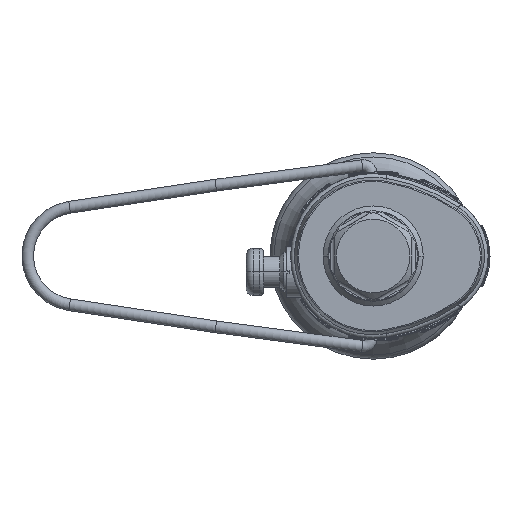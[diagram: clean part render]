
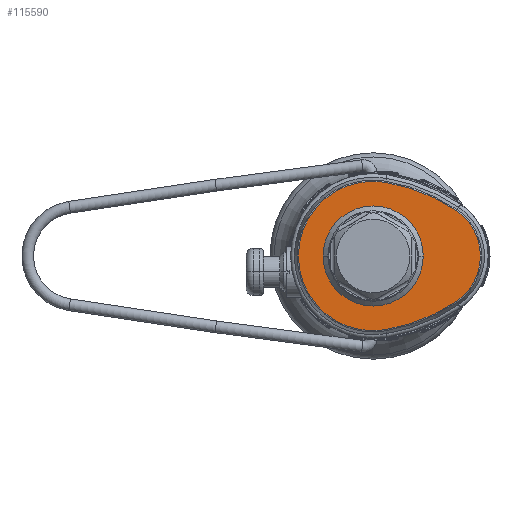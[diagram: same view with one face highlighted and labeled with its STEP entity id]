
A CAD part, left-side view. The second image highlights one B-rep face of the part: STEP entity #115590.
In plain terms, the highlighted planar face has unit normal (-1, 0, 0).
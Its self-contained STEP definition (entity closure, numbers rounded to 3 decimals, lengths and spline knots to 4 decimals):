
#18881=CARTESIAN_POINT('',(-2.176,0.1405,0.8282));
#18882=DIRECTION('',(-1.,0.,0.));
#18883=DIRECTION('',(0.,-0.167,-0.986));
#18884=AXIS2_PLACEMENT_3D('',#18881,#18882,#18883);
#18896=CARTESIAN_POINT('',(-2.176,0.,0.));
#18897=DIRECTION('',(-1.,0.,0.));
#18898=DIRECTION('',(0.,-0.167,0.986));
#18899=AXIS2_PLACEMENT_3D('',#18896,#18897,#18898);
#18915=CARTESIAN_POINT('',(-2.176,0.1405,-0.8282));
#18916=DIRECTION('',(-1.,0.,0.));
#18917=DIRECTION('',(0.,-0.56,0.828));
#18918=AXIS2_PLACEMENT_3D('',#18915,#18916,#18917);
#18930=CARTESIAN_POINT('',(-2.176,-0.42,0.));
#18931=DIRECTION('',(-1.,0.,0.));
#18932=DIRECTION('',(0.,-0.56,-0.828));
#18933=AXIS2_PLACEMENT_3D('',#18930,#18931,#18932);
#18949=CARTESIAN_POINT('',(-2.176,0.,0.));
#18950=DIRECTION('',(1.,0.,0.));
#18951=DIRECTION('',(0.,1.,0.));
#18952=AXIS2_PLACEMENT_3D('',#18949,#18950,#18951);
#18954=CARTESIAN_POINT('',(-2.176,0.,0.));
#18955=DIRECTION('',(1.,0.,0.));
#18956=DIRECTION('',(0.,-1.,0.));
#18957=AXIS2_PLACEMENT_3D('',#18954,#18955,#18956);
#70071=CARTESIAN_POINT('',(-2.176,-0.0999,-0.5889));
#70072=CARTESIAN_POINT('',(-2.176,-0.6651,-0.3622));
#70073=VERTEX_POINT('',#70071);
#70074=VERTEX_POINT('',#70072);
#70079=CARTESIAN_POINT('',(-2.176,-0.6651,0.3622));
#70080=VERTEX_POINT('',#70079);
#70083=CARTESIAN_POINT('',(-2.176,-0.0999,0.5889));
#70084=VERTEX_POINT('',#70083);
#71098=CARTESIAN_POINT('',(-2.176,0.4,0.));
#71099=CARTESIAN_POINT('',(-2.176,-0.4,0.));
#71100=VERTEX_POINT('',#71098);
#71101=VERTEX_POINT('',#71099);
#115570=CARTESIAN_POINT('',(-2.176,0.,0.));
#115571=DIRECTION('',(1.,0.,0.));
#115572=DIRECTION('',(0.,0.,-1.));
#115573=AXIS2_PLACEMENT_3D('',#115570,#115571,#115572);
#115574=PLANE('',#115573);
#115575=ORIENTED_EDGE('',*,*,#115560,.F.);
#115577=ORIENTED_EDGE('',*,*,#115576,.F.);
#115579=ORIENTED_EDGE('',*,*,#115578,.F.);
#115581=ORIENTED_EDGE('',*,*,#115580,.F.);
#115582=EDGE_LOOP('',(#115575,#115577,#115579,#115581));
#115583=FACE_OUTER_BOUND('',#115582,.F.);
#115585=ORIENTED_EDGE('',*,*,#115584,.F.);
#115587=ORIENTED_EDGE('',*,*,#115586,.F.);
#115588=EDGE_LOOP('',(#115585,#115587));
#115589=FACE_BOUND('',#115588,.F.);
#115590=ADVANCED_FACE('',(#115583,#115589),#115574,.F.);
#18885=CIRCLE('',#18884,1.4373);
#18900=CIRCLE('',#18899,0.5973);
#18919=CIRCLE('',#18918,1.4373);
#18934=CIRCLE('',#18933,0.4373);
#18953=CIRCLE('',#18952,0.4);
#18958=CIRCLE('',#18957,0.4);
#115560=EDGE_CURVE('',#70073,#70074,#18885,.T.);
#115576=EDGE_CURVE('',#70084,#70073,#18900,.T.);
#115578=EDGE_CURVE('',#70080,#70084,#18919,.T.);
#115580=EDGE_CURVE('',#70074,#70080,#18934,.T.);
#115584=EDGE_CURVE('',#71100,#71101,#18953,.T.);
#115586=EDGE_CURVE('',#71101,#71100,#18958,.T.);
